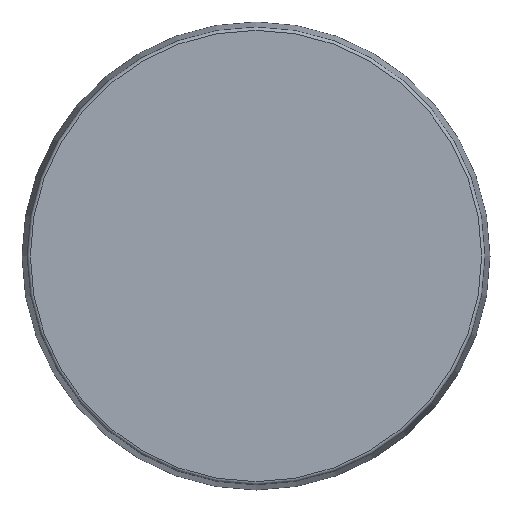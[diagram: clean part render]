
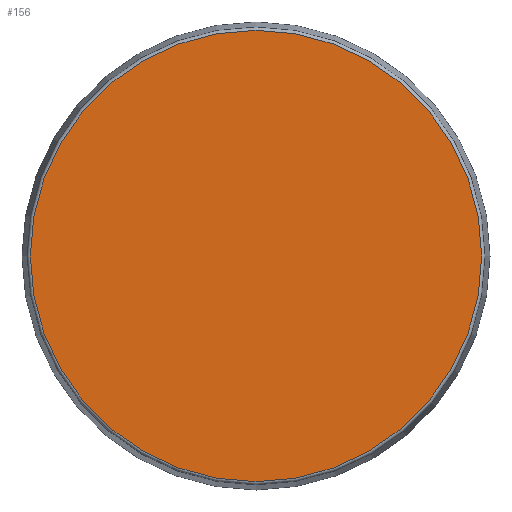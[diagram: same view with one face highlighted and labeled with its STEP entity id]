
A CAD part, front view. The second image highlights one B-rep face of the part: STEP entity #156.
In plain terms, the highlighted planar face has unit normal (0, -1, 0).
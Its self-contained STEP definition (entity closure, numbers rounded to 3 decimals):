
#156=ADVANCED_FACE('',(#175),#176,.F.);
#175=FACE_OUTER_BOUND('',#212,.T.);
#176=PLANE('',#213);
#212=EDGE_LOOP('',(#255));
#213=AXIS2_PLACEMENT_3D('',#256,#257,#258);
#255=ORIENTED_EDGE('',*,*,#307,.T.);
#256=CARTESIAN_POINT('',(14.053,0.,0.0));
#257=DIRECTION('',(-0.0,1.0,0.0));
#258=DIRECTION('',(1.0,0.0,0.0));
#307=EDGE_CURVE('',#322,#322,#323,.T.);
#322=VERTEX_POINT('',#346);
#323=CIRCLE('',#347,14.053);
#346=CARTESIAN_POINT('',(0.0,0.,-14.053));
#347=AXIS2_PLACEMENT_3D('',#373,#374,#375);
#373=CARTESIAN_POINT('',(0.0,0.,0.0));
#374=DIRECTION('',(0.0,-1.0,0.0));
#375=DIRECTION('',(0.0,0.0,-1.0));
